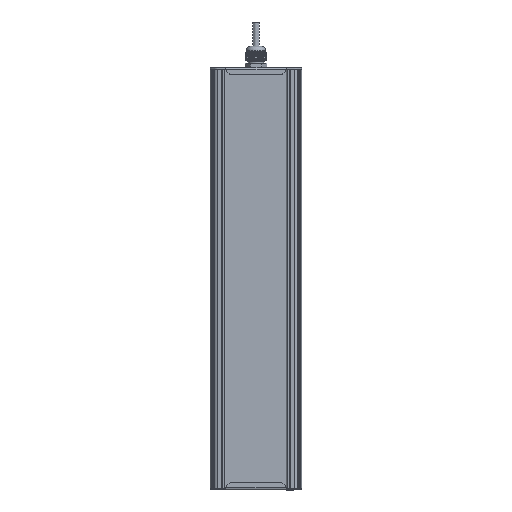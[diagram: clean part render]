
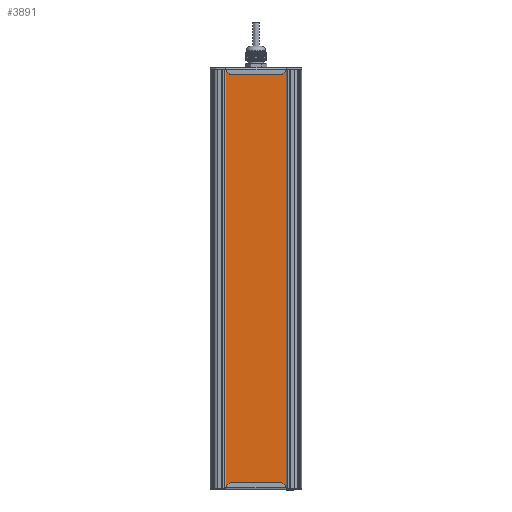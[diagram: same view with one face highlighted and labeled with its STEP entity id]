
A CAD part, front view. The second image highlights one B-rep face of the part: STEP entity #3891.
In plain terms, the highlighted face is planar.
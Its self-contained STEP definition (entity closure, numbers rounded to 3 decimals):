
#3891=ADVANCED_FACE('',(#13124),#13126,.T.);
#13124=FACE_BOUND('',#13125,.T.);
#13125=EDGE_LOOP('',(#42333,#42334,#42335,#42336));
#13126=PLANE('',#13127);
#13127=AXIS2_PLACEMENT_3D('',#13128,#13129,#13130);
#13128=CARTESIAN_POINT('',(120.465,593.492,117.308));
#13129=DIRECTION('',(0.,0.,-1.));
#13130=DIRECTION('',(0.,1.,0.));
#42333=ORIENTED_EDGE('',*,*,#50393,.T.);
#42334=ORIENTED_EDGE('',*,*,#50395,.F.);
#42335=ORIENTED_EDGE('',*,*,#50396,.F.);
#42336=ORIENTED_EDGE('',*,*,#50397,.T.);
#50393=EDGE_CURVE('',#56758,#56756,#56759,.T.);
#50395=EDGE_CURVE('',#56761,#56756,#56762,.T.);
#50396=EDGE_CURVE('',#56763,#56761,#56764,.T.);
#50397=EDGE_CURVE('',#56763,#56758,#56765,.T.);
#56756=VERTEX_POINT('',#76806);
#56758=VERTEX_POINT('',#76810);
#56759=LINE('',#76811,#76812);
#56761=VERTEX_POINT('',#76817);
#56762=LINE('',#76818,#76819);
#56763=VERTEX_POINT('',#76821);
#56764=LINE('',#76822,#76823);
#56765=LINE('',#76825,#76826);
#76806=CARTESIAN_POINT('',(526.465,679.838,117.308));
#76810=CARTESIAN_POINT('',(10.465,679.838,117.308));
#76811=CARTESIAN_POINT('',(10.465,679.838,117.308));
#76812=VECTOR('',#76813,1.);
#76813=DIRECTION('',(1.,0.,0.));
#76817=CARTESIAN_POINT('',(526.465,593.492,117.308));
#76818=CARTESIAN_POINT('',(526.465,593.492,117.308));
#76819=VECTOR('',#76820,1.);
#76820=DIRECTION('',(0.,1.,0.));
#76821=CARTESIAN_POINT('',(10.465,593.492,117.308));
#76822=CARTESIAN_POINT('',(10.465,593.492,117.308));
#76823=VECTOR('',#76824,1.);
#76824=DIRECTION('',(1.,0.,0.));
#76825=CARTESIAN_POINT('',(10.465,593.492,117.308));
#76826=VECTOR('',#76827,1.);
#76827=DIRECTION('',(0.,1.,0.));
